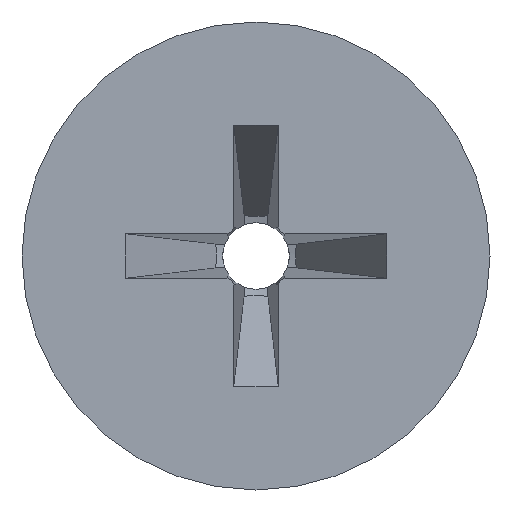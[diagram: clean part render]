
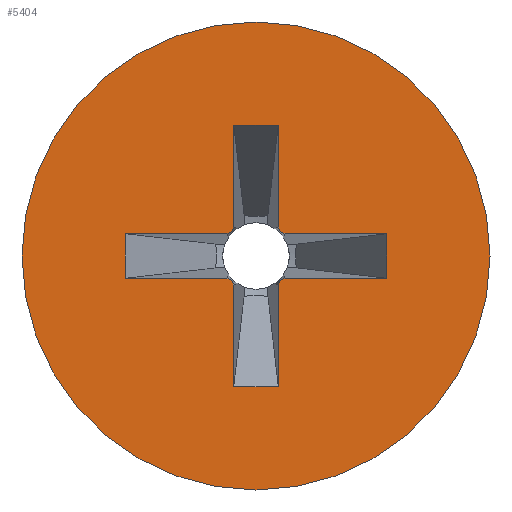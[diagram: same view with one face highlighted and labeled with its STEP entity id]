
A CAD part, left-side view. The second image highlights one B-rep face of the part: STEP entity #5404.
In plain terms, the highlighted planar face has unit normal (-1, 0, 0).
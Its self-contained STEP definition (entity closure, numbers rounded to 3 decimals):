
#115=CARTESIAN_POINT('',(0.,0.,0.));
#116=DIRECTION('',(-1.,0.,0.));
#117=DIRECTION('',(0.,1.,0.));
#118=AXIS2_PLACEMENT_3D('',#115,#116,#117);
#120=CARTESIAN_POINT('',(0.,0.,0.));
#121=DIRECTION('',(1.,0.,0.));
#122=DIRECTION('',(0.,1.,0.));
#123=AXIS2_PLACEMENT_3D('',#120,#121,#122);
#125=DIRECTION('',(0.,0.423,-0.906));
#126=VECTOR('',#125,0.102);
#127=CARTESIAN_POINT('',(0.,-0.486,-0.486));
#128=LINE('',#127,#126);
#129=DIRECTION('',(0.,0.906,-0.423));
#130=VECTOR('',#129,0.102);
#131=CARTESIAN_POINT('',(0.,-0.578,-0.443));
#132=LINE('',#131,#130);
#133=DIRECTION('',(0.,1.,0.));
#134=VECTOR('',#133,2.022);
#135=CARTESIAN_POINT('',(0.,-2.6,-0.443));
#136=LINE('',#135,#134);
#137=DIRECTION('',(0.,0.,-1.));
#138=VECTOR('',#137,0.885);
#139=CARTESIAN_POINT('',(0.,-2.6,0.443));
#140=LINE('',#139,#138);
#141=DIRECTION('',(0.,1.,0.));
#142=VECTOR('',#141,2.022);
#143=CARTESIAN_POINT('',(0.,-2.6,0.443));
#144=LINE('',#143,#142);
#145=DIRECTION('',(0.,0.906,0.423));
#146=VECTOR('',#145,0.102);
#147=CARTESIAN_POINT('',(0.,-0.578,0.443));
#148=LINE('',#147,#146);
#149=DIRECTION('',(0.,-0.423,-0.906));
#150=VECTOR('',#149,0.102);
#151=CARTESIAN_POINT('',(0.,-0.443,0.578));
#152=LINE('',#151,#150);
#153=DIRECTION('',(0.,0.,-1.));
#154=VECTOR('',#153,2.022);
#155=CARTESIAN_POINT('',(0.,-0.443,2.6));
#156=LINE('',#155,#154);
#157=DIRECTION('',(0.,1.,0.));
#158=VECTOR('',#157,0.885);
#159=CARTESIAN_POINT('',(0.,-0.443,2.6));
#160=LINE('',#159,#158);
#161=DIRECTION('',(0.,0.,-1.));
#162=VECTOR('',#161,2.022);
#163=CARTESIAN_POINT('',(0.,0.443,2.6));
#164=LINE('',#163,#162);
#165=DIRECTION('',(0.,0.423,-0.906));
#166=VECTOR('',#165,0.102);
#167=CARTESIAN_POINT('',(0.,0.443,0.578));
#168=LINE('',#167,#166);
#169=DIRECTION('',(0.,0.906,-0.423));
#170=VECTOR('',#169,0.102);
#171=CARTESIAN_POINT('',(0.,0.486,0.486));
#172=LINE('',#171,#170);
#173=DIRECTION('',(0.,1.,0.));
#174=VECTOR('',#173,2.022);
#175=CARTESIAN_POINT('',(0.,0.578,0.443));
#176=LINE('',#175,#174);
#177=DIRECTION('',(0.,0.,-1.));
#178=VECTOR('',#177,0.885);
#179=CARTESIAN_POINT('',(0.,2.6,0.443));
#180=LINE('',#179,#178);
#181=DIRECTION('',(0.,1.,0.));
#182=VECTOR('',#181,2.022);
#183=CARTESIAN_POINT('',(0.,0.578,-0.443));
#184=LINE('',#183,#182);
#185=DIRECTION('',(0.,0.906,0.423));
#186=VECTOR('',#185,0.102);
#187=CARTESIAN_POINT('',(0.,0.486,-0.486));
#188=LINE('',#187,#186);
#189=DIRECTION('',(0.,-0.423,-0.906));
#190=VECTOR('',#189,0.102);
#191=CARTESIAN_POINT('',(0.,0.486,-0.486));
#192=LINE('',#191,#190);
#193=DIRECTION('',(0.,0.,-1.));
#194=VECTOR('',#193,2.022);
#195=CARTESIAN_POINT('',(0.,0.443,-0.578));
#196=LINE('',#195,#194);
#197=DIRECTION('',(0.,1.,0.));
#198=VECTOR('',#197,0.885);
#199=CARTESIAN_POINT('',(0.,-0.443,-2.6));
#200=LINE('',#199,#198);
#201=DIRECTION('',(0.,0.,-1.));
#202=VECTOR('',#201,2.022);
#203=CARTESIAN_POINT('',(0.,-0.443,-0.578));
#204=LINE('',#203,#202);
#5214=CARTESIAN_POINT('',(0.,4.65,0.));
#5216=VERTEX_POINT('',#5214);
#5218=CARTESIAN_POINT('',(0.,-4.65,0.));
#5220=VERTEX_POINT('',#5218);
#5279=CARTESIAN_POINT('',(0.,-0.486,-0.486));
#5280=CARTESIAN_POINT('',(0.,-0.443,-0.578));
#5281=VERTEX_POINT('',#5279);
#5282=VERTEX_POINT('',#5280);
#5283=CARTESIAN_POINT('',(0.,-0.578,-0.443));
#5284=VERTEX_POINT('',#5283);
#5285=CARTESIAN_POINT('',(0.,-2.6,-0.443));
#5286=VERTEX_POINT('',#5285);
#5287=CARTESIAN_POINT('',(0.,-2.6,0.443));
#5288=VERTEX_POINT('',#5287);
#5289=CARTESIAN_POINT('',(0.,-0.578,0.443));
#5290=VERTEX_POINT('',#5289);
#5291=CARTESIAN_POINT('',(0.,-0.486,0.486));
#5292=VERTEX_POINT('',#5291);
#5293=CARTESIAN_POINT('',(0.,-0.443,0.578));
#5294=VERTEX_POINT('',#5293);
#5295=CARTESIAN_POINT('',(0.,-0.443,2.6));
#5296=VERTEX_POINT('',#5295);
#5297=CARTESIAN_POINT('',(0.,0.443,2.6));
#5298=VERTEX_POINT('',#5297);
#5299=CARTESIAN_POINT('',(0.,0.443,0.578));
#5300=VERTEX_POINT('',#5299);
#5301=CARTESIAN_POINT('',(0.,0.486,0.486));
#5302=VERTEX_POINT('',#5301);
#5303=CARTESIAN_POINT('',(0.,0.578,0.443));
#5304=VERTEX_POINT('',#5303);
#5305=CARTESIAN_POINT('',(0.,2.6,0.443));
#5306=VERTEX_POINT('',#5305);
#5307=CARTESIAN_POINT('',(0.,2.6,-0.443));
#5308=VERTEX_POINT('',#5307);
#5309=CARTESIAN_POINT('',(0.,0.578,-0.443));
#5310=VERTEX_POINT('',#5309);
#5311=CARTESIAN_POINT('',(0.,0.486,-0.486));
#5312=VERTEX_POINT('',#5311);
#5313=CARTESIAN_POINT('',(0.,0.443,-0.578));
#5314=VERTEX_POINT('',#5313);
#5315=CARTESIAN_POINT('',(0.,0.443,-2.6));
#5316=VERTEX_POINT('',#5315);
#5317=CARTESIAN_POINT('',(0.,-0.443,-2.6));
#5318=VERTEX_POINT('',#5317);
#5351=CARTESIAN_POINT('',(0.,0.,0.));
#5352=DIRECTION('',(1.,0.,0.));
#5353=DIRECTION('',(0.,-1.,0.));
#5354=AXIS2_PLACEMENT_3D('',#5351,#5352,#5353);
#5355=PLANE('',#5354);
#5357=ORIENTED_EDGE('',*,*,#5356,.F.);
#5359=ORIENTED_EDGE('',*,*,#5358,.T.);
#5360=EDGE_LOOP('',(#5357,#5359));
#5361=FACE_OUTER_BOUND('',#5360,.F.);
#5363=ORIENTED_EDGE('',*,*,#5362,.F.);
#5365=ORIENTED_EDGE('',*,*,#5364,.F.);
#5367=ORIENTED_EDGE('',*,*,#5366,.F.);
#5369=ORIENTED_EDGE('',*,*,#5368,.F.);
#5371=ORIENTED_EDGE('',*,*,#5370,.T.);
#5373=ORIENTED_EDGE('',*,*,#5372,.T.);
#5375=ORIENTED_EDGE('',*,*,#5374,.F.);
#5377=ORIENTED_EDGE('',*,*,#5376,.F.);
#5379=ORIENTED_EDGE('',*,*,#5378,.T.);
#5381=ORIENTED_EDGE('',*,*,#5380,.T.);
#5383=ORIENTED_EDGE('',*,*,#5382,.T.);
#5385=ORIENTED_EDGE('',*,*,#5384,.T.);
#5387=ORIENTED_EDGE('',*,*,#5386,.T.);
#5389=ORIENTED_EDGE('',*,*,#5388,.T.);
#5391=ORIENTED_EDGE('',*,*,#5390,.F.);
#5393=ORIENTED_EDGE('',*,*,#5392,.F.);
#5395=ORIENTED_EDGE('',*,*,#5394,.T.);
#5397=ORIENTED_EDGE('',*,*,#5396,.T.);
#5399=ORIENTED_EDGE('',*,*,#5398,.F.);
#5401=ORIENTED_EDGE('',*,*,#5400,.F.);
#5402=EDGE_LOOP('',(#5363,#5365,#5367,#5369,#5371,#5373,#5375,#5377,#5379,#5381,
#5383,#5385,#5387,#5389,#5391,#5393,#5395,#5397,#5399,#5401));
#5403=FACE_BOUND('',#5402,.F.);
#119=CIRCLE('',#118,4.65);
#124=CIRCLE('',#123,4.65);
#5356=EDGE_CURVE('',#5216,#5220,#119,.T.);
#5358=EDGE_CURVE('',#5216,#5220,#124,.T.);
#5362=EDGE_CURVE('',#5281,#5282,#128,.T.);
#5364=EDGE_CURVE('',#5284,#5281,#132,.T.);
#5366=EDGE_CURVE('',#5286,#5284,#136,.T.);
#5368=EDGE_CURVE('',#5288,#5286,#140,.T.);
#5370=EDGE_CURVE('',#5288,#5290,#144,.T.);
#5372=EDGE_CURVE('',#5290,#5292,#148,.T.);
#5374=EDGE_CURVE('',#5294,#5292,#152,.T.);
#5376=EDGE_CURVE('',#5296,#5294,#156,.T.);
#5378=EDGE_CURVE('',#5296,#5298,#160,.T.);
#5380=EDGE_CURVE('',#5298,#5300,#164,.T.);
#5382=EDGE_CURVE('',#5300,#5302,#168,.T.);
#5384=EDGE_CURVE('',#5302,#5304,#172,.T.);
#5386=EDGE_CURVE('',#5304,#5306,#176,.T.);
#5388=EDGE_CURVE('',#5306,#5308,#180,.T.);
#5390=EDGE_CURVE('',#5310,#5308,#184,.T.);
#5392=EDGE_CURVE('',#5312,#5310,#188,.T.);
#5394=EDGE_CURVE('',#5312,#5314,#192,.T.);
#5396=EDGE_CURVE('',#5314,#5316,#196,.T.);
#5398=EDGE_CURVE('',#5318,#5316,#200,.T.);
#5400=EDGE_CURVE('',#5282,#5318,#204,.T.);
#5404=ADVANCED_FACE('',(#5361,#5403),#5355,.F.);
